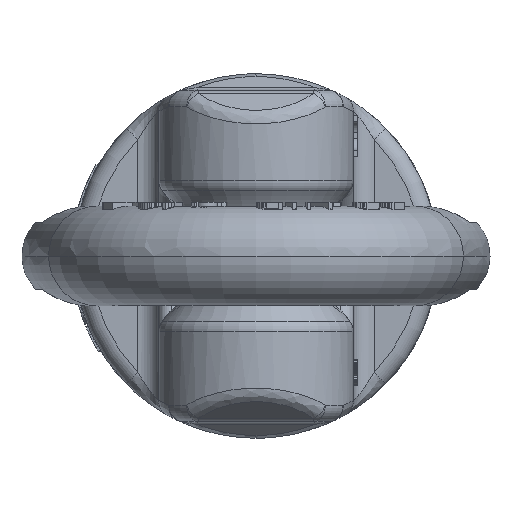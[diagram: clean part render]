
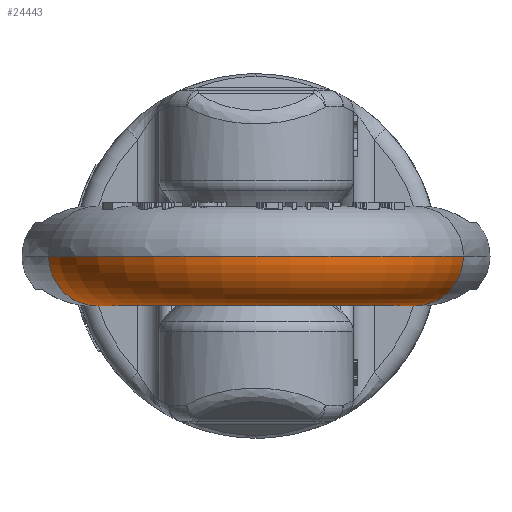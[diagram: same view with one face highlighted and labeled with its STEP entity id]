
A CAD part, left-side view. The second image highlights one B-rep face of the part: STEP entity #24443.
In plain terms, the highlighted toroidal (fillet/blend) face has major radius 39.5 mm and minor radius 12 mm.
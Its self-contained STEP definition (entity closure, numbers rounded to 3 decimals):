
#18474=CARTESIAN_POINT('',(-112.5,0.,0.));
#18475=DIRECTION('',(0.,0.,1.));
#18476=DIRECTION('',(-0.232,0.973,0.));
#18477=AXIS2_PLACEMENT_3D('',#18474,#18475,#18476);
#19591=CARTESIAN_POINT('',(-121.673,-38.42,0.));
#19592=DIRECTION('',(0.973,-0.232,0.));
#19593=DIRECTION('',(-0.232,-0.973,0.));
#19594=AXIS2_PLACEMENT_3D('',#19591,#19592,#19593);
#20144=CARTESIAN_POINT('',(-121.673,38.42,0.));
#20145=DIRECTION('',(-0.973,-0.232,0.));
#20146=DIRECTION('',(-0.232,0.973,0.));
#20147=AXIS2_PLACEMENT_3D('',#20144,#20145,#20146);
#20149=CARTESIAN_POINT('',(-112.5,0.,0.));
#20150=DIRECTION('',(0.,0.,1.));
#20151=DIRECTION('',(-0.232,0.973,0.));
#20152=AXIS2_PLACEMENT_3D('',#20149,#20150,#20151);
#22830=CARTESIAN_POINT('',(-118.887,26.748,0.));
#22831=CARTESIAN_POINT('',(-124.46,50.092,0.));
#22832=VERTEX_POINT('',#22830);
#22833=VERTEX_POINT('',#22831);
#22834=CARTESIAN_POINT('',(-118.887,-26.748,0.));
#22835=CARTESIAN_POINT('',(-124.46,-50.092,0.));
#22836=VERTEX_POINT('',#22834);
#22837=VERTEX_POINT('',#22835);
#24432=CARTESIAN_POINT('',(-112.5,0.,0.));
#24433=DIRECTION('',(0.,0.,1.));
#24434=DIRECTION('',(0.232,-0.973,0.));
#24435=AXIS2_PLACEMENT_3D('',#24432,#24433,#24434);
#24436=TOROIDAL_SURFACE('',#24435,39.5,12.);
#24437=ORIENTED_EDGE('',*,*,#24180,.F.);
#24438=ORIENTED_EDGE('',*,*,#23851,.T.);
#24439=ORIENTED_EDGE('',*,*,#24214,.T.);
#24440=ORIENTED_EDGE('',*,*,#23848,.F.);
#24441=EDGE_LOOP('',(#24437,#24438,#24439,#24440));
#24442=FACE_OUTER_BOUND('',#24441,.F.);
#24443=ADVANCED_FACE('',(#24442),#24436,.T.);
#18478=CIRCLE('',#18477,27.5);
#19595=CIRCLE('',#19594,12.);
#20148=CIRCLE('',#20147,12.);
#20153=CIRCLE('',#20152,51.5);
#23848=EDGE_CURVE('',#22832,#22836,#18478,.T.);
#23851=EDGE_CURVE('',#22833,#22837,#20153,.T.);
#24180=EDGE_CURVE('',#22833,#22832,#20148,.T.);
#24214=EDGE_CURVE('',#22837,#22836,#19595,.T.);
